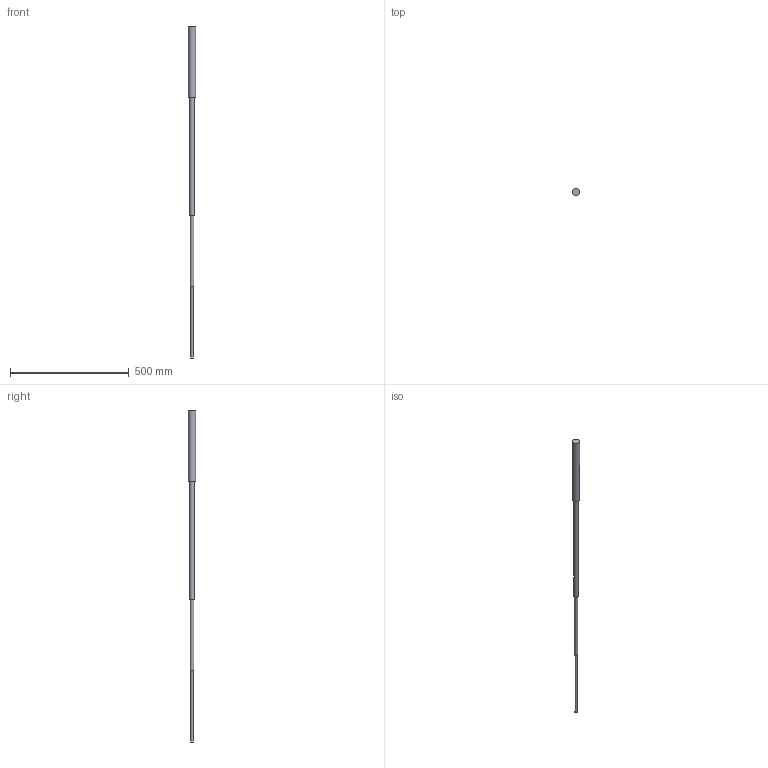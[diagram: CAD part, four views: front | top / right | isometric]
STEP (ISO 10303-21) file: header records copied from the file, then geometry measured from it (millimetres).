
FILE_DESCRIPTION( ( 'STEP Version 203' ), '1' );
FILE_NAME( '7.7.3.stp', '03/27/20 15:02:00', ( 'Administrator' ), ( ' ' ), 'PSStep 17.0.49', 'DesignModeler STEP Output', ' ' );
FILE_SCHEMA( ( 'CONFIG_CONTROL_DESIGN' ) );
Length unit declared in the file: metre
Products named in the file (1): 1
Bounding box: 30 x 30 x 1400 mm (x, y, z)
Volume: 453017.7 mm3; surface area: 85608.4 mm2
Topology: 1 solids, 1 shells, 9 faces, 13 edges, 9 vertices
Faces by surface type: plane 5, cylinder 4
Full cylindrical faces by diameter (mm): 10 x1, 16 x1, 20 x1, 30 x1
Entity records: 218 total; most frequent: DIRECTION 36, CARTESIAN_POINT 26, AXIS2_PLACEMENT_3D 18, EDGE_LOOP 16, ORIENTED_EDGE 16, FACE_OUTER_BOUND 13, ADVANCED_FACE 9, EDGE_CURVE 8
